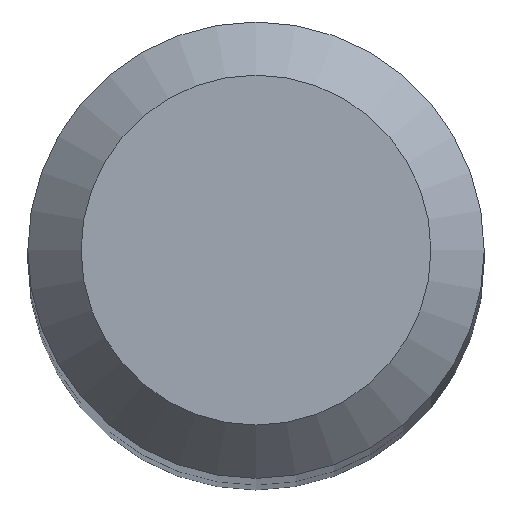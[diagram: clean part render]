
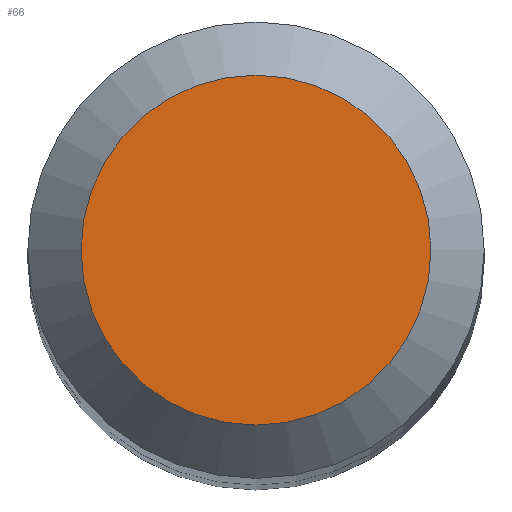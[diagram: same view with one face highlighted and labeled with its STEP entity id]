
A CAD part, top view. The second image highlights one B-rep face of the part: STEP entity #66.
In plain terms, the highlighted planar face has unit normal (0, 0, 1).
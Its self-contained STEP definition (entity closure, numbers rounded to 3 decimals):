
#45 = PLANE ( 'NONE',  #198 ) ;
#55 = CARTESIAN_POINT ( 'NONE',  ( 0., 0., 89. ) ) ;
#58 = CARTESIAN_POINT ( 'NONE',  ( 0., 0., 89. ) ) ;
#66 = ADVANCED_FACE ( 'NONE', ( #139 ), #45, .F. ) ;
#71 = ORIENTED_EDGE ( 'NONE', *, *, #81, .F. ) ;
#72 = DIRECTION ( 'NONE',  ( 0., 1., 0. ) ) ;
#74 = VERTEX_POINT ( 'NONE', #109 ) ;
#81 = EDGE_CURVE ( 'NONE', #74, #74, #96, .T. ) ;
#90 = DIRECTION ( 'NONE',  ( 0., 0., -1. ) ) ;
#96 = CIRCLE ( 'NONE', #147, 2.3 ) ;
#109 = CARTESIAN_POINT ( 'NONE',  ( 0., 2.3, 89. ) ) ;
#139 = FACE_OUTER_BOUND ( 'NONE', #166, .T. ) ;
#147 = AXIS2_PLACEMENT_3D ( 'NONE', #55, #184, #169 ) ;
#166 = EDGE_LOOP ( 'NONE', ( #71 ) ) ;
#169 = DIRECTION ( 'NONE',  ( 0., 1., 0. ) ) ;
#184 = DIRECTION ( 'NONE',  ( 0., 0., -1. ) ) ;
#198 = AXIS2_PLACEMENT_3D ( 'NONE', #58, #90, #72 ) ;
